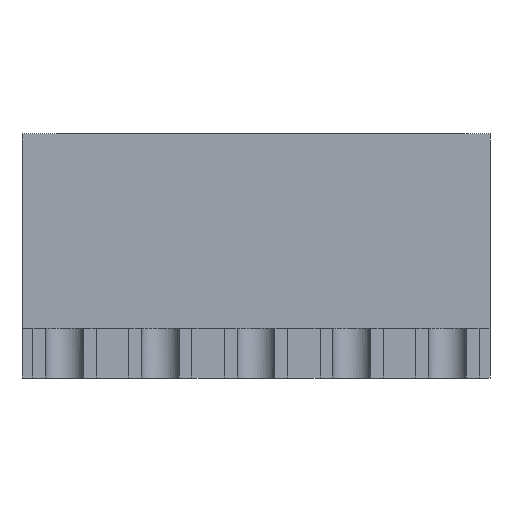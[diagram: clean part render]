
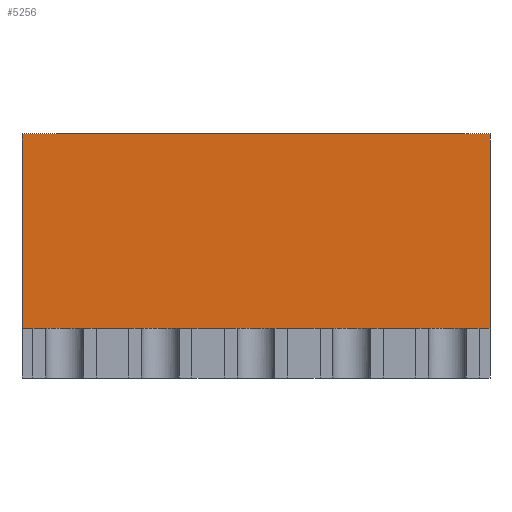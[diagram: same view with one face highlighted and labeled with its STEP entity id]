
A CAD part, front view. The second image highlights one B-rep face of the part: STEP entity #5256.
In plain terms, the highlighted planar face has unit normal (0, -1, 0).
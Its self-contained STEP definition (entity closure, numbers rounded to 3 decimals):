
#334=FACE_OUTER_BOUND('',#617,.T.);
#617=EDGE_LOOP('',(#4397,#4398,#4399,#4400));
#1213=LINE('',#8224,#1943);
#1218=LINE('',#8235,#1948);
#1220=LINE('',#8238,#1950);
#1221=LINE('',#8239,#1951);
#1943=VECTOR('',#6613,20.369);
#1948=VECTOR('',#6622,20.369);
#1950=VECTOR('',#6626,4.957);
#1951=VECTOR('',#6627,4.957);
#2527=VERTEX_POINT('',#8217);
#2530=VERTEX_POINT('',#8222);
#2533=VERTEX_POINT('',#8232);
#2534=VERTEX_POINT('',#8234);
#3217=EDGE_CURVE('',#2527,#2530,#1213,.T.);
#3222=EDGE_CURVE('',#2534,#2533,#1218,.T.);
#3224=EDGE_CURVE('',#2533,#2527,#1220,.T.);
#3225=EDGE_CURVE('',#2534,#2530,#1221,.T.);
#4397=ORIENTED_EDGE('',*,*,#3224,.T.);
#4398=ORIENTED_EDGE('',*,*,#3217,.T.);
#4399=ORIENTED_EDGE('',*,*,#3225,.F.);
#4400=ORIENTED_EDGE('',*,*,#3222,.T.);
#4981=PLANE('',#5577);
#5256=ADVANCED_FACE('',(#334),#4981,.T.);
#5577=AXIS2_PLACEMENT_3D('',#8237,#6624,#6625);
#6613=DIRECTION('',(0.,0.,-1.));
#6622=DIRECTION('',(0.,0.,1.));
#6624=DIRECTION('center_axis',(0.,-1.,0.));
#6625=DIRECTION('ref_axis',(0.,0.,-1.));
#6626=DIRECTION('',(-1.,0.,0.));
#6627=DIRECTION('',(-1.,0.,0.));
#8217=CARTESIAN_POINT('',(-2.192,-5.392,3.95));
#8222=CARTESIAN_POINT('',(-2.192,-5.392,0.894));
#8224=CARTESIAN_POINT('',(-2.192,-5.392,3.95));
#8232=CARTESIAN_POINT('',(5.143,-5.392,3.95));
#8234=CARTESIAN_POINT('',(5.143,-5.392,0.894));
#8235=CARTESIAN_POINT('',(5.143,-5.392,0.894));
#8237=CARTESIAN_POINT('Origin',(5.143,-5.392,3.95));
#8238=CARTESIAN_POINT('',(5.143,-5.392,3.95));
#8239=CARTESIAN_POINT('',(5.143,-5.392,0.894));
